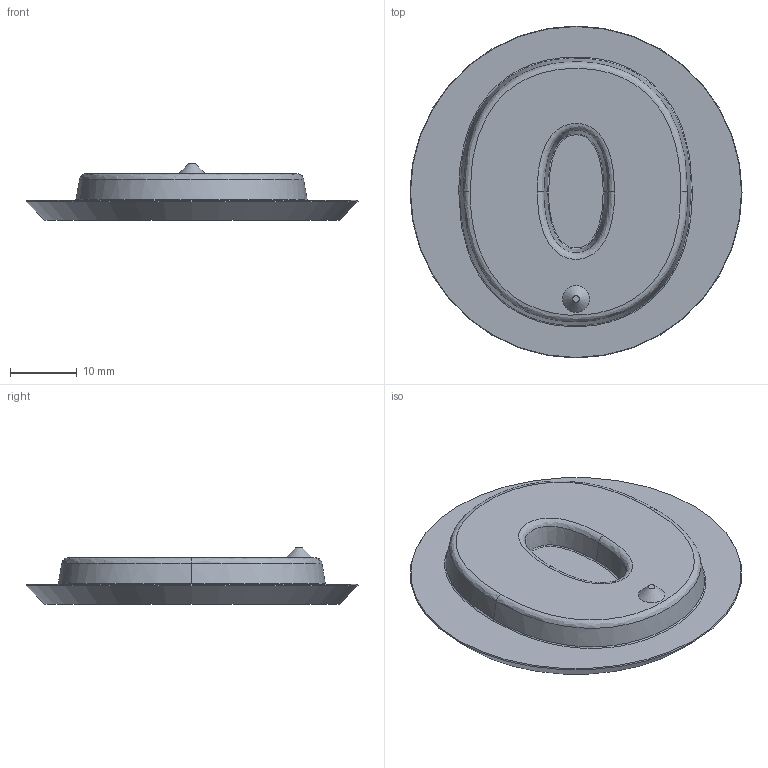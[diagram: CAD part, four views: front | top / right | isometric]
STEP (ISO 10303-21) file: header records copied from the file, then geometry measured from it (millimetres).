
FILE_DESCRIPTION(/* description */ (''),/* implementation_level */ '2;1');
FILE_NAME(/* name */ 'INSERT N0.step',/* time_stamp */ '2024-06-30T17:55:33+02:00',/* author */ (''),/* organization */ (''),/* preprocessor_version */ 'ST-DEVELOPER v20',/* originating_system */ 'Autodesk Translation Framework v13.14.0.145',/* authorisation */ '');
FILE_SCHEMA (('AUTOMOTIVE_DESIGN { 1 0 10303 214 3 1 1 }'));
Length unit declared in the file: millimetre
Products named in the file (1): INSERTI NUMERATI
Bounding box: 49.65 x 49.65 x 8.5 mm (x, y, z)
Volume: 8999.1 mm3; surface area: 4555.6 mm2
Topology: 1 solids, 1 shells, 20 faces, 37 edges, 22 vertices
Faces by surface type: bspline 12, plane 5, cone 3
Entity records: 1416 total; most frequent: CARTESIAN_POINT 1040, ORIENTED_EDGE 74, DIRECTION 53, EDGE_CURVE 37, EDGE_LOOP 23, AXIS2_PLACEMENT_3D 23, VERTEX_POINT 22, FACE_OUTER_BOUND 20
